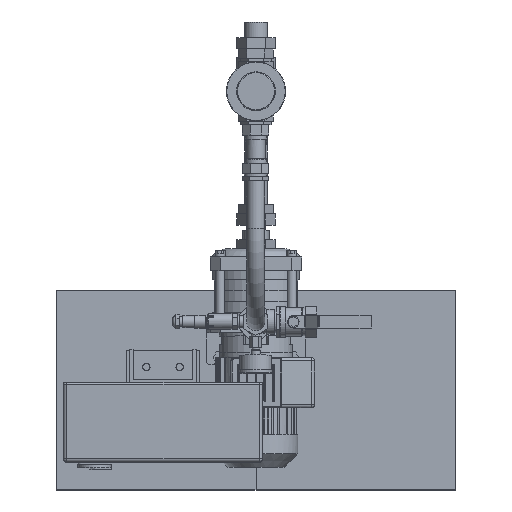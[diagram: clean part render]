
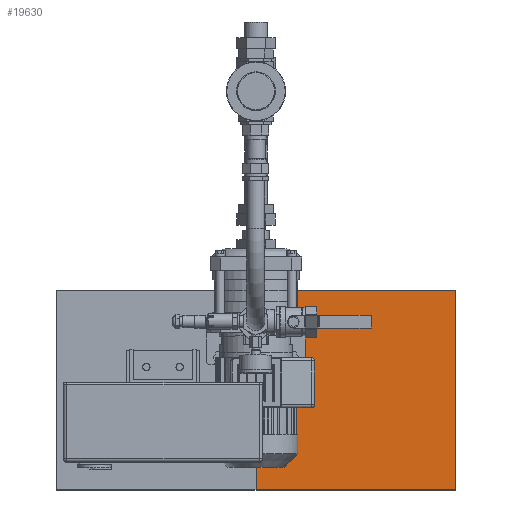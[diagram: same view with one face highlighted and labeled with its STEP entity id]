
A CAD part, top view. The second image highlights one B-rep face of the part: STEP entity #19630.
In plain terms, the highlighted planar face has unit normal (0, 0, 1).
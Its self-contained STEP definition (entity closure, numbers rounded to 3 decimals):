
#1152=LINE('',#31899,#3076);
#1173=LINE('',#31941,#3097);
#1175=LINE('',#31945,#3099);
#1176=LINE('',#31946,#3100);
#3076=VECTOR('',#25068,1.);
#3097=VECTOR('',#25099,10.);
#3099=VECTOR('',#25103,10.);
#3100=VECTOR('',#25104,10.);
#4571=PLANE('',#21273);
#5836=FACE_OUTER_BOUND('',#7116,.T.);
#7116=EDGE_LOOP('',(#16099,#16100,#16101,#16102));
#9538=VERTEX_POINT('',#31897);
#9539=VERTEX_POINT('',#31898);
#9555=VERTEX_POINT('',#31940);
#9556=VERTEX_POINT('',#31944);
#11885=EDGE_CURVE('',#9538,#9539,#1152,.T.);
#11906=EDGE_CURVE('',#9555,#9539,#1173,.T.);
#11908=EDGE_CURVE('',#9556,#9538,#1175,.T.);
#11909=EDGE_CURVE('',#9556,#9555,#1176,.T.);
#16099=ORIENTED_EDGE('',*,*,#11885,.F.);
#16100=ORIENTED_EDGE('',*,*,#11908,.F.);
#16101=ORIENTED_EDGE('',*,*,#11909,.T.);
#16102=ORIENTED_EDGE('',*,*,#11906,.T.);
#19630=ADVANCED_FACE('',(#5836),#4571,.T.);
#21273=AXIS2_PLACEMENT_3D('',#31943,#25101,#25102);
#25068=DIRECTION('',(0.,-1.,0.));
#25099=DIRECTION('',(1.,0.,0.));
#25101=DIRECTION('center_axis',(0.,0.,1.));
#25102=DIRECTION('ref_axis',(0.,-1.,0.));
#25103=DIRECTION('',(1.,0.,0.));
#25104=DIRECTION('',(0.,-1.,0.));
#31897=CARTESIAN_POINT('',(600.,47.5,50.));
#31898=CARTESIAN_POINT('',(600.,-252.5,50.));
#31899=CARTESIAN_POINT('',(600.,-102.5,50.));
#31940=CARTESIAN_POINT('',(300.,-252.5,50.));
#31941=CARTESIAN_POINT('',(600.,-252.5,50.));
#31943=CARTESIAN_POINT('Origin',(600.,-102.5,50.));
#31944=CARTESIAN_POINT('',(300.,47.5,50.));
#31945=CARTESIAN_POINT('',(600.,47.5,50.));
#31946=CARTESIAN_POINT('',(300.,-102.5,50.));
